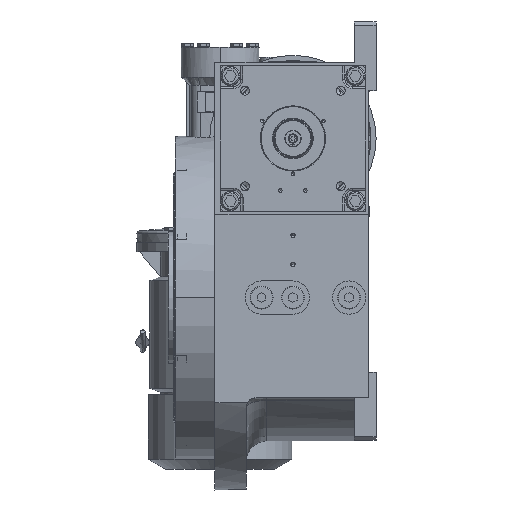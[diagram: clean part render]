
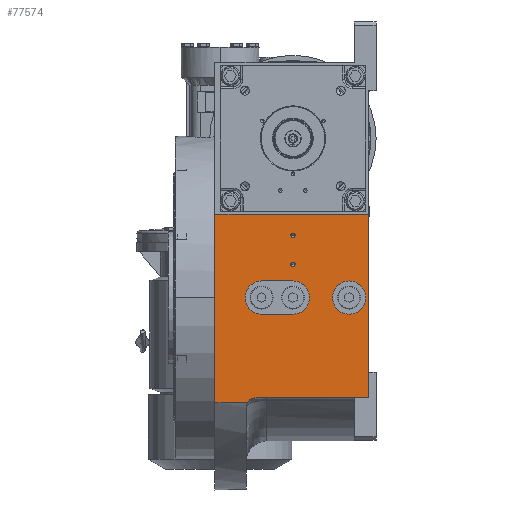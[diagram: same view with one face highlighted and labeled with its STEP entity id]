
A CAD part, left-side view. The second image highlights one B-rep face of the part: STEP entity #77574.
In plain terms, the highlighted planar face has unit normal (-1, 0, 0).
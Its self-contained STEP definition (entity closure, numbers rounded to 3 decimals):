
#66 = VERTEX_POINT ( 'NONE', #53794 ) ;
#440 = EDGE_CURVE ( 'NONE', #29744, #42083, #36877, .T. ) ;
#482 = AXIS2_PLACEMENT_3D ( 'NONE', #106126, #66263, #76588 ) ;
#2998 = ORIENTED_EDGE ( 'NONE', *, *, #440, .F. ) ;
#5021 = CARTESIAN_POINT ( 'NONE',  ( -155., -73., 80. ) ) ;
#7167 = EDGE_LOOP ( 'NONE', ( #64184, #64049 ) ) ;
#9762 = CIRCLE ( 'NONE', #20761, 16. ) ;
#9810 = VERTEX_POINT ( 'NONE', #116080 ) ;
#12250 = CARTESIAN_POINT ( 'NONE',  ( -155., 75., 80. ) ) ;
#12361 = DIRECTION ( 'NONE',  ( 0., 0., 1. ) ) ;
#12390 = LINE ( 'NONE', #46758, #88442 ) ;
#12861 = CARTESIAN_POINT ( 'NONE',  ( -155., 35., -106. ) ) ;
#12890 = DIRECTION ( 'NONE',  ( -1., 0., 0. ) ) ;
#13502 = EDGE_CURVE ( 'NONE', #117787, #56834, #9762, .T. ) ;
#15245 = EDGE_CURVE ( 'NONE', #122544, #79382, #97091, .T. ) ;
#17489 = DIRECTION ( 'NONE',  ( 0., 0., -1. ) ) ;
#17585 = CARTESIAN_POINT ( 'NONE',  ( -155., -2.1, 60. ) ) ;
#19275 = DIRECTION ( 'NONE',  ( 0., 1., 0. ) ) ;
#20761 = AXIS2_PLACEMENT_3D ( 'NONE', #45901, #12890, #78247 ) ;
#21441 = DIRECTION ( 'NONE',  ( 0., 1., 0. ) ) ;
#21830 = CARTESIAN_POINT ( 'NONE',  ( -155., -73., -96. ) ) ;
#22004 = FACE_BOUND ( 'NONE', #58229, .T. ) ;
#22962 = DIRECTION ( 'NONE',  ( 0., 1., 0. ) ) ;
#23626 = CARTESIAN_POINT ( 'NONE',  ( -155., 0., 16. ) ) ;
#25529 = EDGE_CURVE ( 'NONE', #29744, #48260, #77769, .T. ) ;
#25854 = DIRECTION ( 'NONE',  ( 0., 1., 0. ) ) ;
#26353 = EDGE_LOOP ( 'NONE', ( #65514, #127416 ) ) ;
#27077 = ORIENTED_EDGE ( 'NONE', *, *, #127681, .T. ) ;
#27448 = CARTESIAN_POINT ( 'NONE',  ( -155., 0., -16. ) ) ;
#27601 = ORIENTED_EDGE ( 'NONE', *, *, #89200, .T. ) ;
#28030 = ORIENTED_EDGE ( 'NONE', *, *, #38523, .F. ) ;
#28356 = LINE ( 'NONE', #70340, #125335 ) ;
#28567 = CARTESIAN_POINT ( 'NONE',  ( -155., 0., 16. ) ) ;
#29744 = VERTEX_POINT ( 'NONE', #72812 ) ;
#31347 = EDGE_CURVE ( 'NONE', #108908, #72216, #64091, .T. ) ;
#31792 = EDGE_CURVE ( 'NONE', #42083, #36505, #28356, .T. ) ;
#31987 = CARTESIAN_POINT ( 'NONE',  ( -155., 30., 16. ) ) ;
#32571 = AXIS2_PLACEMENT_3D ( 'NONE', #93019, #124668, #21441 ) ;
#33043 = CARTESIAN_POINT ( 'NONE',  ( -155., -73., -100.995 ) ) ;
#34172 = ORIENTED_EDGE ( 'NONE', *, *, #95583, .T. ) ;
#34811 = ORIENTED_EDGE ( 'NONE', *, *, #31347, .F. ) ;
#36505 = VERTEX_POINT ( 'NONE', #12250 ) ;
#36877 = LINE ( 'NONE', #108387, #121216 ) ;
#36928 = CARTESIAN_POINT ( 'NONE',  ( -155., -2.1, 32. ) ) ;
#37757 = AXIS2_PLACEMENT_3D ( 'NONE', #80131, #49830, #17489 ) ;
#37985 = AXIS2_PLACEMENT_3D ( 'NONE', #70648, #62349, #104256 ) ;
#38523 = EDGE_CURVE ( 'NONE', #72216, #117787, #117172, .T. ) ;
#40492 = VECTOR ( 'NONE', #83782, 1000. ) ;
#42083 = VERTEX_POINT ( 'NONE', #96323 ) ;
#43207 = CARTESIAN_POINT ( 'NONE',  ( -155., 30., -16. ) ) ;
#44990 = VECTOR ( 'NONE', #65832, 1000. ) ;
#45901 = CARTESIAN_POINT ( 'NONE',  ( -155., 30., 0. ) ) ;
#46758 = CARTESIAN_POINT ( 'NONE',  ( -155., 30., -16. ) ) ;
#48260 = VERTEX_POINT ( 'NONE', #63200 ) ;
#48584 = DIRECTION ( 'NONE',  ( 0., 0.866, 0.5 ) ) ;
#49830 = DIRECTION ( 'NONE',  ( -1., 0., 0. ) ) ;
#51880 = EDGE_LOOP ( 'NONE', ( #27601, #27077, #99206, #2998, #75601, #77407 ) ) ;
#53670 = FACE_BOUND ( 'NONE', #26353, .T. ) ;
#53794 = CARTESIAN_POINT ( 'NONE',  ( -155., 2.1, 32. ) ) ;
#56834 = VERTEX_POINT ( 'NONE', #43207 ) ;
#58229 = EDGE_LOOP ( 'NONE', ( #28030, #34811, #113165, #128314 ) ) ;
#60020 = DIRECTION ( 'NONE',  ( 0., 0., 1. ) ) ;
#60743 = CARTESIAN_POINT ( 'NONE',  ( -155., -73., -96. ) ) ;
#61000 = CARTESIAN_POINT ( 'NONE',  ( -155., -38., 0. ) ) ;
#62349 = DIRECTION ( 'NONE',  ( 1., 0., 0. ) ) ;
#63200 = CARTESIAN_POINT ( 'NONE',  ( -155., 35., -96. ) ) ;
#63399 = DIRECTION ( 'NONE',  ( 0., -1., 0. ) ) ;
#63928 = LINE ( 'NONE', #86585, #109587 ) ;
#64002 = FACE_BOUND ( 'NONE', #96385, .T. ) ;
#64049 = ORIENTED_EDGE ( 'NONE', *, *, #86005, .T. ) ;
#64091 = CIRCLE ( 'NONE', #37757, 16. ) ;
#64184 = ORIENTED_EDGE ( 'NONE', *, *, #108130, .T. ) ;
#64611 = DIRECTION ( 'NONE',  ( 0., 1., 0. ) ) ;
#65514 = ORIENTED_EDGE ( 'NONE', *, *, #115522, .F. ) ;
#65832 = DIRECTION ( 'NONE',  ( 0., 1., 0. ) ) ;
#66263 = DIRECTION ( 'NONE',  ( 1., 0., 0. ) ) ;
#66361 = DIRECTION ( 'NONE',  ( 1., 0., 0. ) ) ;
#67256 = CARTESIAN_POINT ( 'NONE',  ( -155., 2.1, 60. ) ) ;
#68580 = DIRECTION ( 'NONE',  ( 1., 0., 0. ) ) ;
#70270 = DIRECTION ( 'NONE',  ( -1., 0., 0. ) ) ;
#70340 = CARTESIAN_POINT ( 'NONE',  ( -155., 75., -100.995 ) ) ;
#70648 = CARTESIAN_POINT ( 'NONE',  ( -155., 0., 32. ) ) ;
#72216 = VERTEX_POINT ( 'NONE', #28567 ) ;
#72812 = CARTESIAN_POINT ( 'NONE',  ( -155., 43.657, -100.995 ) ) ;
#73729 = EDGE_CURVE ( 'NONE', #95450, #48260, #94722, .T. ) ;
#74030 = AXIS2_PLACEMENT_3D ( 'NONE', #113492, #70270, #19275 ) ;
#74401 = CARTESIAN_POINT ( 'NONE',  ( -155., -54., 0. ) ) ;
#75006 = DIRECTION ( 'NONE',  ( -1., 0., 0. ) ) ;
#75601 = ORIENTED_EDGE ( 'NONE', *, *, #25529, .T. ) ;
#76588 = DIRECTION ( 'NONE',  ( 0., -1., 0. ) ) ;
#77407 = ORIENTED_EDGE ( 'NONE', *, *, #73729, .F. ) ;
#77574 = ADVANCED_FACE ( 'NONE', ( #22004, #53670, #116903, #64002, #106586 ), #95616, .T. ) ;
#77769 = CIRCLE ( 'NONE', #101887, 10. ) ;
#78247 = DIRECTION ( 'NONE',  ( 0., 0., 1. ) ) ;
#78689 = AXIS2_PLACEMENT_3D ( 'NONE', #33043, #75006, #12361 ) ;
#79382 = VERTEX_POINT ( 'NONE', #67256 ) ;
#79754 = DIRECTION ( 'NONE',  ( 0., -1., 0. ) ) ;
#80131 = CARTESIAN_POINT ( 'NONE',  ( -155., 0., 0. ) ) ;
#83782 = DIRECTION ( 'NONE',  ( 0., 0., 1. ) ) ;
#84958 = DIRECTION ( 'NONE',  ( 0., 1., 0. ) ) ;
#85487 = EDGE_CURVE ( 'NONE', #56834, #108908, #12390, .T. ) ;
#86005 = EDGE_CURVE ( 'NONE', #121966, #66, #99528, .T. ) ;
#86025 = VERTEX_POINT ( 'NONE', #61000 ) ;
#86585 = CARTESIAN_POINT ( 'NONE',  ( -155., -73., 80. ) ) ;
#88442 = VECTOR ( 'NONE', #79754, 1000. ) ;
#89200 = EDGE_CURVE ( 'NONE', #95450, #99705, #103704, .T. ) ;
#91847 = CIRCLE ( 'NONE', #32571, 2.1 ) ;
#93019 = CARTESIAN_POINT ( 'NONE',  ( -155., 0., 60. ) ) ;
#94722 = LINE ( 'NONE', #118043, #44990 ) ;
#95450 = VERTEX_POINT ( 'NONE', #60743 ) ;
#95583 = EDGE_CURVE ( 'NONE', #79382, #122544, #91847, .T. ) ;
#95616 = PLANE ( 'NONE',  #78689 ) ;
#96323 = CARTESIAN_POINT ( 'NONE',  ( -155., 75., -100.995 ) ) ;
#96385 = EDGE_LOOP ( 'NONE', ( #34172, #133985 ) ) ;
#96610 = CARTESIAN_POINT ( 'NONE',  ( -155., 0., 32. ) ) ;
#97091 = CIRCLE ( 'NONE', #482, 2.1 ) ;
#98297 = CIRCLE ( 'NONE', #115765, 16. ) ;
#99206 = ORIENTED_EDGE ( 'NONE', *, *, #31792, .F. ) ;
#99528 = CIRCLE ( 'NONE', #37985, 2.1 ) ;
#99705 = VERTEX_POINT ( 'NONE', #5021 ) ;
#100202 = AXIS2_PLACEMENT_3D ( 'NONE', #96610, #66361, #84958 ) ;
#101887 = AXIS2_PLACEMENT_3D ( 'NONE', #12861, #68580, #48584 ) ;
#103704 = LINE ( 'NONE', #21830, #40492 ) ;
#104256 = DIRECTION ( 'NONE',  ( 0., -1., 0. ) ) ;
#105287 = DIRECTION ( 'NONE',  ( -1., 0., 0. ) ) ;
#106126 = CARTESIAN_POINT ( 'NONE',  ( -155., 0., 60. ) ) ;
#106586 = FACE_OUTER_BOUND ( 'NONE', #51880, .T. ) ;
#108130 = EDGE_CURVE ( 'NONE', #66, #121966, #133216, .T. ) ;
#108387 = CARTESIAN_POINT ( 'NONE',  ( -155., 43.657, -100.995 ) ) ;
#108623 = EDGE_CURVE ( 'NONE', #86025, #9810, #128908, .T. ) ;
#108908 = VERTEX_POINT ( 'NONE', #27448 ) ;
#109587 = VECTOR ( 'NONE', #64611, 1000. ) ;
#113165 = ORIENTED_EDGE ( 'NONE', *, *, #85487, .F. ) ;
#113492 = CARTESIAN_POINT ( 'NONE',  ( -155., -54., 0. ) ) ;
#115522 = EDGE_CURVE ( 'NONE', #9810, #86025, #98297, .T. ) ;
#115765 = AXIS2_PLACEMENT_3D ( 'NONE', #74401, #105287, #63399 ) ;
#116080 = CARTESIAN_POINT ( 'NONE',  ( -155., -70., 0. ) ) ;
#116903 = FACE_BOUND ( 'NONE', #7167, .T. ) ;
#117172 = LINE ( 'NONE', #23626, #119680 ) ;
#117787 = VERTEX_POINT ( 'NONE', #31987 ) ;
#118043 = CARTESIAN_POINT ( 'NONE',  ( -155., -73., -96. ) ) ;
#119680 = VECTOR ( 'NONE', #22962, 1000. ) ;
#121216 = VECTOR ( 'NONE', #25854, 1000. ) ;
#121966 = VERTEX_POINT ( 'NONE', #36928 ) ;
#122544 = VERTEX_POINT ( 'NONE', #17585 ) ;
#124668 = DIRECTION ( 'NONE',  ( 1., 0., 0. ) ) ;
#125335 = VECTOR ( 'NONE', #60020, 1000. ) ;
#127416 = ORIENTED_EDGE ( 'NONE', *, *, #108623, .F. ) ;
#127681 = EDGE_CURVE ( 'NONE', #99705, #36505, #63928, .T. ) ;
#128314 = ORIENTED_EDGE ( 'NONE', *, *, #13502, .F. ) ;
#128908 = CIRCLE ( 'NONE', #74030, 16. ) ;
#133216 = CIRCLE ( 'NONE', #100202, 2.1 ) ;
#133985 = ORIENTED_EDGE ( 'NONE', *, *, #15245, .T. ) ;
